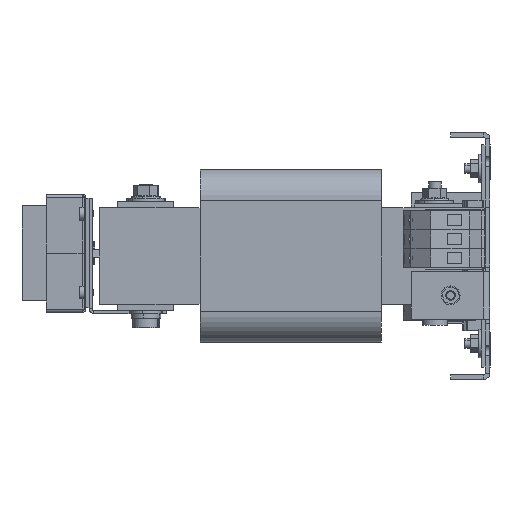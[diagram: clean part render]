
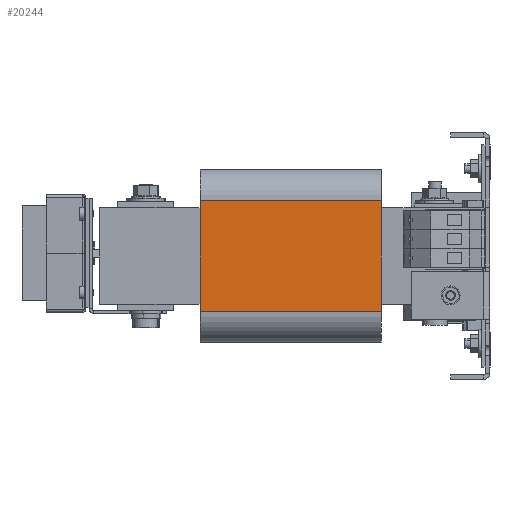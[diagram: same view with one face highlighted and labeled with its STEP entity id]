
A CAD part, left-side view. The second image highlights one B-rep face of the part: STEP entity #20244.
In plain terms, the highlighted planar face has unit normal (-1, 0, 0).
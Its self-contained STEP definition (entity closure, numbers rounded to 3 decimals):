
#481 = FACE_OUTER_BOUND ( 'NONE', #12392, .T. ) ;
#600 = EDGE_CURVE ( 'Defeature ausgef�hrt1_41+Defeature ausgef�hrt1_47+Defeature ausgef�hrt1_40+Defeature ausgef�hrt1_39', #20314, #2714, #31827, .T. ) ;
#620 = VECTOR ( 'NONE', #22285, 1000. ) ;
#2714 = VERTEX_POINT ( 'NONE', #7062 ) ;
#3573 = CARTESIAN_POINT ( 'NONE',  ( -161.5, 65.9, -35. ) ) ;
#3689 = CARTESIAN_POINT ( 'NONE',  ( -161.5, 65.9, 35. ) ) ;
#5555 = VECTOR ( 'NONE', #26401, 1000. ) ;
#7062 = CARTESIAN_POINT ( 'NONE',  ( -161.5, 180.9, 35. ) ) ;
#9771 = VECTOR ( 'NONE', #24120, 1000. ) ;
#12361 = EDGE_CURVE ( 'Defeature ausgef�hrt1_41+Defeature ausgef�hrt1_48+Defeature ausgef�hrt1_39+Defeature ausgef�hrt1_40', #22196, #22226, #22637, .T. ) ;
#12392 = EDGE_LOOP ( 'NONE', ( #31434, #14628, #25525, #24048 ) ) ;
#12872 = VECTOR ( 'NONE', #29330, 1000. ) ;
#14628 = ORIENTED_EDGE ( 'NONE', *, *, #600, .T. ) ;
#15703 = DIRECTION ( 'NONE',  ( 1., 0., 0. ) ) ;
#15739 = EDGE_CURVE ( 'Defeature ausgef�hrt1_39+Defeature ausgef�hrt1_41+Defeature ausgef�hrt1_48+Defeature ausgef�hrt1_47', #22196, #2714, #33077, .T. ) ;
#18285 = LINE ( 'NONE', #21534, #12872 ) ;
#19480 = CARTESIAN_POINT ( 'NONE',  ( -161.5, 180.9, -55. ) ) ;
#20244 = ADVANCED_FACE ( 'Defeature ausgef�hrt1_41', ( #481 ), #34156, .F. ) ;
#20314 = VERTEX_POINT ( 'NONE', #3689 ) ;
#21269 = DIRECTION ( 'NONE',  ( 0., 0., -1. ) ) ;
#21534 = CARTESIAN_POINT ( 'NONE',  ( -161.5, 65.9, -55. ) ) ;
#21543 = CARTESIAN_POINT ( 'NONE',  ( -161.5, 180.9, 35. ) ) ;
#22196 = VERTEX_POINT ( 'NONE', #27977 ) ;
#22226 = VERTEX_POINT ( 'NONE', #3573 ) ;
#22285 = DIRECTION ( 'NONE',  ( 0., 0., 1. ) ) ;
#22637 = LINE ( 'NONE', #31282, #5555 ) ;
#24048 = ORIENTED_EDGE ( 'NONE', *, *, #12361, .T. ) ;
#24120 = DIRECTION ( 'NONE',  ( 0., 1., 0. ) ) ;
#25525 = ORIENTED_EDGE ( 'NONE', *, *, #15739, .F. ) ;
#26401 = DIRECTION ( 'NONE',  ( 0., -1., 0. ) ) ;
#27977 = CARTESIAN_POINT ( 'NONE',  ( -161.5, 180.9, -35. ) ) ;
#28611 = EDGE_CURVE ( 'Defeature ausgef�hrt1_41+Defeature ausgef�hrt1_40+Defeature ausgef�hrt1_48+Defeature ausgef�hrt1_47', #22226, #20314, #18285, .T. ) ;
#28941 = CARTESIAN_POINT ( 'NONE',  ( -161.5, 180.9, -55. ) ) ;
#29330 = DIRECTION ( 'NONE',  ( 0., 0., 1. ) ) ;
#31282 = CARTESIAN_POINT ( 'NONE',  ( -161.5, 180.9, -35. ) ) ;
#31434 = ORIENTED_EDGE ( 'NONE', *, *, #28611, .T. ) ;
#31827 = LINE ( 'NONE', #21543, #9771 ) ;
#32311 = AXIS2_PLACEMENT_3D ( 'NONE', #28941, #15703, #21269 ) ;
#33077 = LINE ( 'NONE', #19480, #620 ) ;
#34156 = PLANE ( 'NONE',  #32311 ) ;
